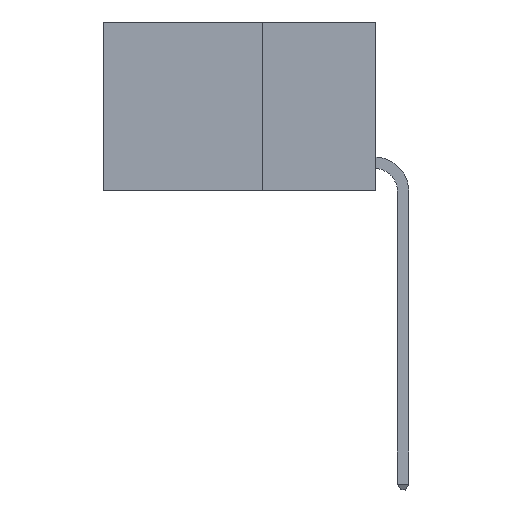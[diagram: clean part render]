
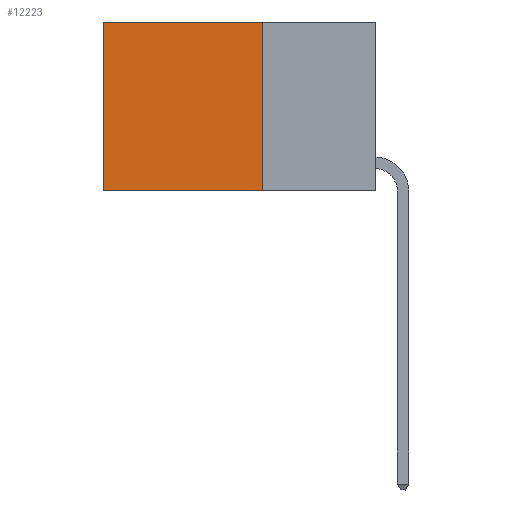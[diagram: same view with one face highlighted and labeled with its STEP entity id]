
A CAD part, left-side view. The second image highlights one B-rep face of the part: STEP entity #12223.
In plain terms, the highlighted planar face has unit normal (-1, 0, 0).
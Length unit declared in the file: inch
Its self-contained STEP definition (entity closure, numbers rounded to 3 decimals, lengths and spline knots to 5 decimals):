
#522 = ORIENTED_EDGE ( 'NONE', *, *, #9439, .F. ) ;
#757 = VERTEX_POINT ( 'NONE', #16283 ) ;
#1106 = LINE ( 'NONE', #14060, #9665 ) ;
#1188 = LINE ( 'NONE', #1687, #15795 ) ;
#1687 = CARTESIAN_POINT ( 'NONE',  ( 0.2625, 0.25, 0. ) ) ;
#2025 = ORIENTED_EDGE ( 'NONE', *, *, #7022, .T. ) ;
#2374 = EDGE_LOOP ( 'NONE', ( #5332, #522, #5428, #2025 ) ) ;
#3169 = VECTOR ( 'NONE', #4722, 39.37008 ) ;
#3177 = DIRECTION ( 'NONE',  ( 0., 1., 0. ) ) ;
#3653 = DIRECTION ( 'NONE',  ( 0., 0., -1. ) ) ;
#4722 = DIRECTION ( 'NONE',  ( 0., 0., -1. ) ) ;
#5332 = ORIENTED_EDGE ( 'NONE', *, *, #18044, .T. ) ;
#5428 = ORIENTED_EDGE ( 'NONE', *, *, #9028, .F. ) ;
#5596 = DIRECTION ( 'NONE',  ( 0., 1., 0. ) ) ;
#5725 = DIRECTION ( 'NONE',  ( 1., 0., 0. ) ) ;
#6869 = CARTESIAN_POINT ( 'NONE',  ( 0.2625, 0.25, 0. ) ) ;
#7022 = EDGE_CURVE ( 'NONE', #13440, #17665, #1188, .T. ) ;
#7140 = AXIS2_PLACEMENT_3D ( 'NONE', #8534, #5725, #15522 ) ;
#8149 = VECTOR ( 'NONE', #3653, 39.37008 ) ;
#8534 = CARTESIAN_POINT ( 'NONE',  ( 0.2625, 0.25, 0. ) ) ;
#9028 = EDGE_CURVE ( 'NONE', #13440, #757, #18095, .T. ) ;
#9439 = EDGE_CURVE ( 'NONE', #757, #17931, #1106, .T. ) ;
#9665 = VECTOR ( 'NONE', #5596, 39.37008 ) ;
#9816 = FACE_OUTER_BOUND ( 'NONE', #2374, .T. ) ;
#10045 = CARTESIAN_POINT ( 'NONE',  ( 0.2625, 0.6, 0. ) ) ;
#10388 = CARTESIAN_POINT ( 'NONE',  ( 0.2625, 0.25, 0. ) ) ;
#10586 = CARTESIAN_POINT ( 'NONE',  ( 0.2625, 0.6, -0.37 ) ) ;
#12223 = ADVANCED_FACE ( 'NONE', ( #9816 ), #14180, .F. ) ;
#13440 = VERTEX_POINT ( 'NONE', #6869 ) ;
#14060 = CARTESIAN_POINT ( 'NONE',  ( 0.2625, 0.25, -0.37 ) ) ;
#14180 = PLANE ( 'NONE',  #7140 ) ;
#14947 = CARTESIAN_POINT ( 'NONE',  ( 0.2625, 0.6, 0. ) ) ;
#15522 = DIRECTION ( 'NONE',  ( 0., 0., -1. ) ) ;
#15555 = LINE ( 'NONE', #14947, #8149 ) ;
#15795 = VECTOR ( 'NONE', #3177, 39.37008 ) ;
#16283 = CARTESIAN_POINT ( 'NONE',  ( 0.2625, 0.25, -0.37 ) ) ;
#17665 = VERTEX_POINT ( 'NONE', #10045 ) ;
#17931 = VERTEX_POINT ( 'NONE', #10586 ) ;
#18044 = EDGE_CURVE ( 'NONE', #17665, #17931, #15555, .T. ) ;
#18095 = LINE ( 'NONE', #10388, #3169 ) ;
